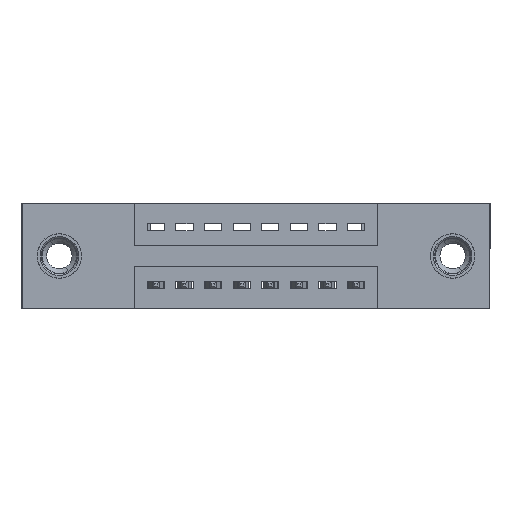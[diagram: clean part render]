
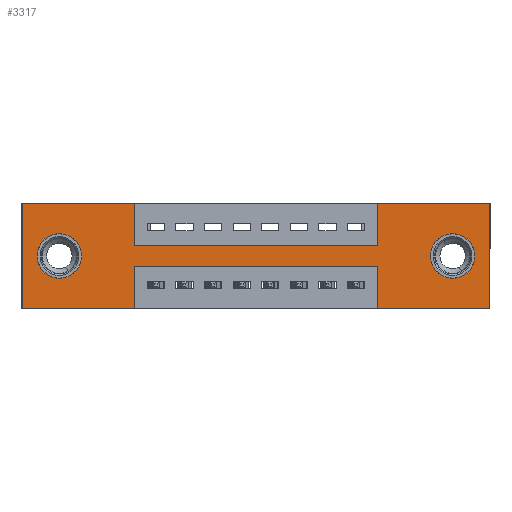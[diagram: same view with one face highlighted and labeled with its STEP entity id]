
A CAD part, front view. The second image highlights one B-rep face of the part: STEP entity #3317.
In plain terms, the highlighted planar face has unit normal (0, -1, 0).
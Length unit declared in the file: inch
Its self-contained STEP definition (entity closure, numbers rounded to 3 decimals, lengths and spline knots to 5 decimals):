
#214 = EDGE_CURVE ( 'NONE', #8292, #4988, #10294, .T. ) ;
#393 = VERTEX_POINT ( 'NONE', #1903 ) ;
#526 = EDGE_CURVE ( 'NONE', #5806, #1165, #10097, .T. ) ;
#673 = CARTESIAN_POINT ( 'NONE',  ( 0.3925, 0., -0.37 ) ) ;
#674 = EDGE_LOOP ( 'NONE', ( #11904, #3331 ) ) ;
#754 = EDGE_CURVE ( 'NONE', #11994, #2153, #7598, .T. ) ;
#845 = CARTESIAN_POINT ( 'NONE',  ( 0., 0., -0.37 ) ) ;
#853 = VECTOR ( 'NONE', #1696, 39.37008 ) ;
#911 = CARTESIAN_POINT ( 'NONE',  ( 0., 0., -0.37 ) ) ;
#929 = EDGE_LOOP ( 'NONE', ( #5050, #2427 ) ) ;
#955 = AXIS2_PLACEMENT_3D ( 'NONE', #8870, #10018, #14779 ) ;
#993 = PLANE ( 'NONE',  #2623 ) ;
#1131 = CARTESIAN_POINT ( 'NONE',  ( 1.505, 0., -0.185 ) ) ;
#1137 = DIRECTION ( 'NONE',  ( 1., 0., 0. ) ) ;
#1165 = VERTEX_POINT ( 'NONE', #5691 ) ;
#1208 = AXIS2_PLACEMENT_3D ( 'NONE', #1654, #12171, #12276 ) ;
#1346 = VERTEX_POINT ( 'NONE', #13254 ) ;
#1404 = LINE ( 'NONE', #5692, #5303 ) ;
#1654 = CARTESIAN_POINT ( 'NONE',  ( 0.13, 0., -0.185 ) ) ;
#1696 = DIRECTION ( 'NONE',  ( 0., 0., 1. ) ) ;
#1794 = DIRECTION ( 'NONE',  ( 1., 0., 0. ) ) ;
#1903 = CARTESIAN_POINT ( 'NONE',  ( 0.13, 0., -0.263 ) ) ;
#2021 = CARTESIAN_POINT ( 'NONE',  ( 1.2425, 0., -0.15 ) ) ;
#2085 = VECTOR ( 'NONE', #7163, 39.37008 ) ;
#2153 = VERTEX_POINT ( 'NONE', #673 ) ;
#2266 = VERTEX_POINT ( 'NONE', #10578 ) ;
#2315 = VECTOR ( 'NONE', #1794, 39.37008 ) ;
#2341 = VECTOR ( 'NONE', #14188, 39.37008 ) ;
#2417 = FACE_BOUND ( 'NONE', #674, .T. ) ;
#2427 = ORIENTED_EDGE ( 'NONE', *, *, #4078, .T. ) ;
#2620 = CARTESIAN_POINT ( 'NONE',  ( 0., 0., 0. ) ) ;
#2623 = AXIS2_PLACEMENT_3D ( 'NONE', #7059, #12785, #9413 ) ;
#2661 = CIRCLE ( 'NONE', #5598, 0.078 ) ;
#2724 = CARTESIAN_POINT ( 'NONE',  ( 0.3925, 0., -0.37 ) ) ;
#2805 = ORIENTED_EDGE ( 'NONE', *, *, #6823, .F. ) ;
#2886 = EDGE_CURVE ( 'NONE', #13456, #11994, #11282, .T. ) ;
#3277 = DIRECTION ( 'NONE',  ( 0., 1., 0. ) ) ;
#3280 = LINE ( 'NONE', #911, #5878 ) ;
#3317 = ADVANCED_FACE ( 'NONE', ( #2417, #12226, #5715 ), #993, .T. ) ;
#3330 = ORIENTED_EDGE ( 'NONE', *, *, #10400, .F. ) ;
#3331 = ORIENTED_EDGE ( 'NONE', *, *, #11181, .T. ) ;
#3338 = AXIS2_PLACEMENT_3D ( 'NONE', #5276, #12523, #4119 ) ;
#3483 = CARTESIAN_POINT ( 'NONE',  ( 1.505, 0., -0.263 ) ) ;
#3566 = VERTEX_POINT ( 'NONE', #3483 ) ;
#4078 = EDGE_CURVE ( 'NONE', #393, #6707, #8622, .T. ) ;
#4119 = DIRECTION ( 'NONE',  ( 0., 0., -1. ) ) ;
#4700 = DIRECTION ( 'NONE',  ( -1., 0., 0. ) ) ;
#4727 = DIRECTION ( 'NONE',  ( 0., 0., 1. ) ) ;
#4801 = EDGE_CURVE ( 'NONE', #1165, #5595, #3280, .T. ) ;
#4881 = DIRECTION ( 'NONE',  ( 0., 0., 1. ) ) ;
#4988 = VERTEX_POINT ( 'NONE', #9361 ) ;
#5050 = ORIENTED_EDGE ( 'NONE', *, *, #8153, .T. ) ;
#5227 = VERTEX_POINT ( 'NONE', #11079 ) ;
#5276 = CARTESIAN_POINT ( 'NONE',  ( 1.505, 0., -0.185 ) ) ;
#5303 = VECTOR ( 'NONE', #9142, 39.37008 ) ;
#5438 = LINE ( 'NONE', #6670, #2315 ) ;
#5566 = EDGE_CURVE ( 'NONE', #4988, #5806, #1404, .T. ) ;
#5595 = VERTEX_POINT ( 'NONE', #9336 ) ;
#5598 = AXIS2_PLACEMENT_3D ( 'NONE', #1131, #3277, #13016 ) ;
#5654 = CARTESIAN_POINT ( 'NONE',  ( 1.635, 0., 0. ) ) ;
#5691 = CARTESIAN_POINT ( 'NONE',  ( 1.635, 0., -0.37 ) ) ;
#5692 = CARTESIAN_POINT ( 'NONE',  ( 0., 0., 0. ) ) ;
#5715 = FACE_OUTER_BOUND ( 'NONE', #11993, .T. ) ;
#5806 = VERTEX_POINT ( 'NONE', #8697 ) ;
#5878 = VECTOR ( 'NONE', #9179, 39.37008 ) ;
#5897 = ORIENTED_EDGE ( 'NONE', *, *, #214, .F. ) ;
#6035 = EDGE_CURVE ( 'NONE', #9304, #1346, #11759, .T. ) ;
#6267 = LINE ( 'NONE', #8403, #7524 ) ;
#6444 = CARTESIAN_POINT ( 'NONE',  ( 1.2425, 0., -0.22 ) ) ;
#6670 = CARTESIAN_POINT ( 'NONE',  ( 0.3925, 0., -0.15 ) ) ;
#6707 = VERTEX_POINT ( 'NONE', #11491 ) ;
#6745 = ORIENTED_EDGE ( 'NONE', *, *, #6035, .F. ) ;
#6823 = EDGE_CURVE ( 'NONE', #2266, #8292, #5438, .T. ) ;
#6834 = DIRECTION ( 'NONE',  ( 0., 0., -1. ) ) ;
#6883 = CARTESIAN_POINT ( 'NONE',  ( 0.3925, 0., 0. ) ) ;
#6933 = CIRCLE ( 'NONE', #1208, 0.078 ) ;
#7059 = CARTESIAN_POINT ( 'NONE',  ( 0., 0., -0.37 ) ) ;
#7163 = DIRECTION ( 'NONE',  ( -1., 0., 0. ) ) ;
#7436 = LINE ( 'NONE', #2620, #13399 ) ;
#7524 = VECTOR ( 'NONE', #4881, 39.37008 ) ;
#7598 = LINE ( 'NONE', #2724, #15243 ) ;
#7674 = ORIENTED_EDGE ( 'NONE', *, *, #2886, .F. ) ;
#8101 = CIRCLE ( 'NONE', #3338, 0.078 ) ;
#8153 = EDGE_CURVE ( 'NONE', #6707, #393, #6933, .T. ) ;
#8292 = VERTEX_POINT ( 'NONE', #2021 ) ;
#8324 = CARTESIAN_POINT ( 'NONE',  ( 0., 0., -0.37 ) ) ;
#8364 = EDGE_CURVE ( 'NONE', #9999, #2266, #8954, .T. ) ;
#8403 = CARTESIAN_POINT ( 'NONE',  ( 1.2425, 0., -0.37 ) ) ;
#8622 = CIRCLE ( 'NONE', #955, 0.078 ) ;
#8697 = CARTESIAN_POINT ( 'NONE',  ( 1.635, 0., 0. ) ) ;
#8870 = CARTESIAN_POINT ( 'NONE',  ( 0.13, 0., -0.185 ) ) ;
#8954 = LINE ( 'NONE', #15261, #2341 ) ;
#9142 = DIRECTION ( 'NONE',  ( 1., 0., 0. ) ) ;
#9179 = DIRECTION ( 'NONE',  ( -1., 0., 0. ) ) ;
#9304 = VERTEX_POINT ( 'NONE', #845 ) ;
#9336 = CARTESIAN_POINT ( 'NONE',  ( 1.2425, 0., -0.37 ) ) ;
#9361 = CARTESIAN_POINT ( 'NONE',  ( 1.2425, 0., 0. ) ) ;
#9413 = DIRECTION ( 'NONE',  ( 0., 0., -1. ) ) ;
#9584 = EDGE_CURVE ( 'NONE', #5227, #3566, #2661, .T. ) ;
#9999 = VERTEX_POINT ( 'NONE', #6883 ) ;
#10018 = DIRECTION ( 'NONE',  ( 0., 1., 0. ) ) ;
#10097 = LINE ( 'NONE', #5654, #11010 ) ;
#10248 = ORIENTED_EDGE ( 'NONE', *, *, #526, .F. ) ;
#10283 = ORIENTED_EDGE ( 'NONE', *, *, #5566, .F. ) ;
#10294 = LINE ( 'NONE', #14605, #853 ) ;
#10400 = EDGE_CURVE ( 'NONE', #2153, #9304, #13179, .T. ) ;
#10578 = CARTESIAN_POINT ( 'NONE',  ( 0.3925, 0., -0.15 ) ) ;
#10641 = ORIENTED_EDGE ( 'NONE', *, *, #15071, .F. ) ;
#10824 = ORIENTED_EDGE ( 'NONE', *, *, #4801, .F. ) ;
#10895 = VECTOR ( 'NONE', #4700, 39.37008 ) ;
#11010 = VECTOR ( 'NONE', #6834, 39.37008 ) ;
#11079 = CARTESIAN_POINT ( 'NONE',  ( 1.505, 0., -0.107 ) ) ;
#11181 = EDGE_CURVE ( 'NONE', #3566, #5227, #8101, .T. ) ;
#11282 = LINE ( 'NONE', #14247, #10895 ) ;
#11491 = CARTESIAN_POINT ( 'NONE',  ( 0.13, 0., -0.107 ) ) ;
#11529 = CARTESIAN_POINT ( 'NONE',  ( 0.3925, 0., -0.22 ) ) ;
#11759 = LINE ( 'NONE', #15048, #12706 ) ;
#11904 = ORIENTED_EDGE ( 'NONE', *, *, #9584, .T. ) ;
#11993 = EDGE_LOOP ( 'NONE', ( #14053, #7674, #12092, #10824, #10248, #10283, #5897, #2805, #14936, #10641, #6745, #3330 ) ) ;
#11994 = VERTEX_POINT ( 'NONE', #11529 ) ;
#12092 = ORIENTED_EDGE ( 'NONE', *, *, #12807, .F. ) ;
#12171 = DIRECTION ( 'NONE',  ( 0., 1., 0. ) ) ;
#12226 = FACE_BOUND ( 'NONE', #929, .T. ) ;
#12276 = DIRECTION ( 'NONE',  ( 0., 0., 1. ) ) ;
#12523 = DIRECTION ( 'NONE',  ( 0., 1., 0. ) ) ;
#12706 = VECTOR ( 'NONE', #4727, 39.37008 ) ;
#12785 = DIRECTION ( 'NONE',  ( 0., -1., 0. ) ) ;
#12807 = EDGE_CURVE ( 'NONE', #5595, #13456, #6267, .T. ) ;
#13016 = DIRECTION ( 'NONE',  ( 0., 0., -1. ) ) ;
#13179 = LINE ( 'NONE', #8324, #2085 ) ;
#13254 = CARTESIAN_POINT ( 'NONE',  ( 0., 0., 0. ) ) ;
#13399 = VECTOR ( 'NONE', #1137, 39.37008 ) ;
#13456 = VERTEX_POINT ( 'NONE', #6444 ) ;
#14053 = ORIENTED_EDGE ( 'NONE', *, *, #754, .F. ) ;
#14188 = DIRECTION ( 'NONE',  ( 0., 0., -1. ) ) ;
#14247 = CARTESIAN_POINT ( 'NONE',  ( 0.3925, 0., -0.22 ) ) ;
#14533 = DIRECTION ( 'NONE',  ( 0., 0., -1. ) ) ;
#14605 = CARTESIAN_POINT ( 'NONE',  ( 1.2425, 0., 0. ) ) ;
#14779 = DIRECTION ( 'NONE',  ( 0., 0., 1. ) ) ;
#14936 = ORIENTED_EDGE ( 'NONE', *, *, #8364, .F. ) ;
#15048 = CARTESIAN_POINT ( 'NONE',  ( 0., 0., 0. ) ) ;
#15071 = EDGE_CURVE ( 'NONE', #1346, #9999, #7436, .T. ) ;
#15243 = VECTOR ( 'NONE', #14533, 39.37008 ) ;
#15261 = CARTESIAN_POINT ( 'NONE',  ( 0.3925, 0., 0. ) ) ;
